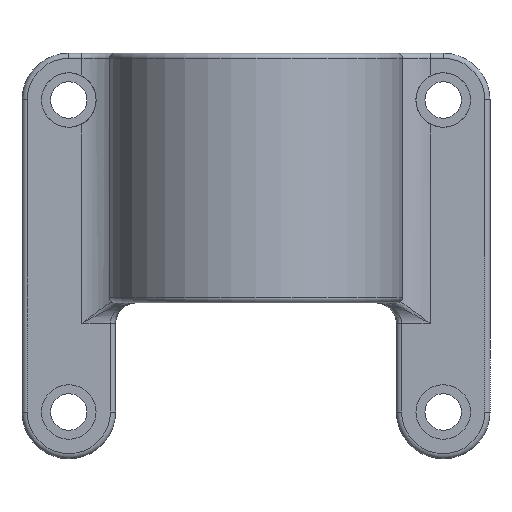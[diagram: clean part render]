
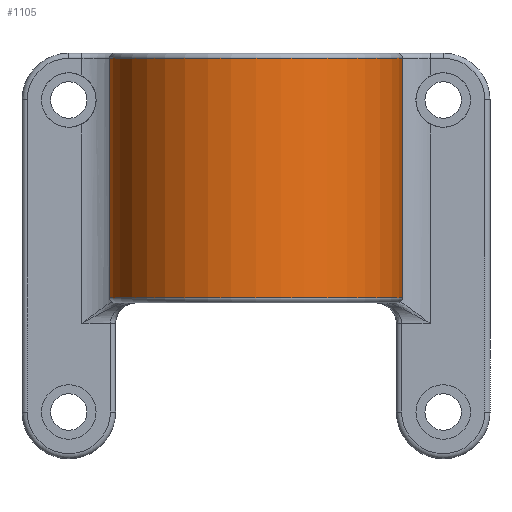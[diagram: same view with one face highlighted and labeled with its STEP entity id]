
A CAD part, front view. The second image highlights one B-rep face of the part: STEP entity #1105.
In plain terms, the highlighted cylindrical face has radius 14.1 mm (diameter 28.2 mm), a partial arc.
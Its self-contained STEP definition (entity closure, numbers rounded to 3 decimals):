
#110=FACE_OUTER_BOUND('',#190,.T.);
#190=EDGE_LOOP('',(#845,#846,#847,#848));
#271=LINE('',#2012,#331);
#274=LINE('',#2036,#334);
#331=VECTOR('',#1513,10.);
#334=VECTOR('',#1520,10.);
#410=CIRCLE('',#1242,14.1);
#414=CIRCLE('',#1249,14.1);
#505=VERTEX_POINT('',#1914);
#506=VERTEX_POINT('',#1918);
#509=VERTEX_POINT('',#2011);
#513=VERTEX_POINT('',#2035);
#625=EDGE_CURVE('',#505,#506,#410,.T.);
#630=EDGE_CURVE('',#506,#509,#271,.T.);
#635=EDGE_CURVE('',#513,#505,#274,.T.);
#636=EDGE_CURVE('',#509,#513,#414,.T.);
#845=ORIENTED_EDGE('',*,*,#625,.F.);
#846=ORIENTED_EDGE('',*,*,#635,.F.);
#847=ORIENTED_EDGE('',*,*,#636,.F.);
#848=ORIENTED_EDGE('',*,*,#630,.F.);
#1051=CYLINDRICAL_SURFACE('',#1248,14.1);
#1105=ADVANCED_FACE('',(#110),#1051,.T.);
#1242=AXIS2_PLACEMENT_3D('',#1920,#1503,#1504);
#1248=AXIS2_PLACEMENT_3D('',#2034,#1518,#1519);
#1249=AXIS2_PLACEMENT_3D('',#2037,#1521,#1522);
#1503=DIRECTION('center_axis',(0.,0.,-1.));
#1504=DIRECTION('ref_axis',(0.,-1.,0.));
#1513=DIRECTION('',(0.,0.,1.));
#1518=DIRECTION('center_axis',(0.,0.,-1.));
#1519=DIRECTION('ref_axis',(0.,-1.,0.));
#1520=DIRECTION('',(0.,0.,-1.));
#1521=DIRECTION('center_axis',(0.,0.,1.));
#1522=DIRECTION('ref_axis',(0.,-1.,0.));
#1914=CARTESIAN_POINT('',(12.693,6.14,-23.5));
#1918=CARTESIAN_POINT('',(-12.693,6.14,-23.5));
#1920=CARTESIAN_POINT('Origin',(0.,0.,-23.5));
#2011=CARTESIAN_POINT('',(-12.693,6.14,-0.5));
#2012=CARTESIAN_POINT('',(-12.693,6.14,0.));
#2034=CARTESIAN_POINT('Origin',(0.,0.,0.));
#2035=CARTESIAN_POINT('',(12.693,6.14,-0.5));
#2036=CARTESIAN_POINT('',(12.693,6.14,0.));
#2037=CARTESIAN_POINT('Origin',(0.,0.,-0.5));
